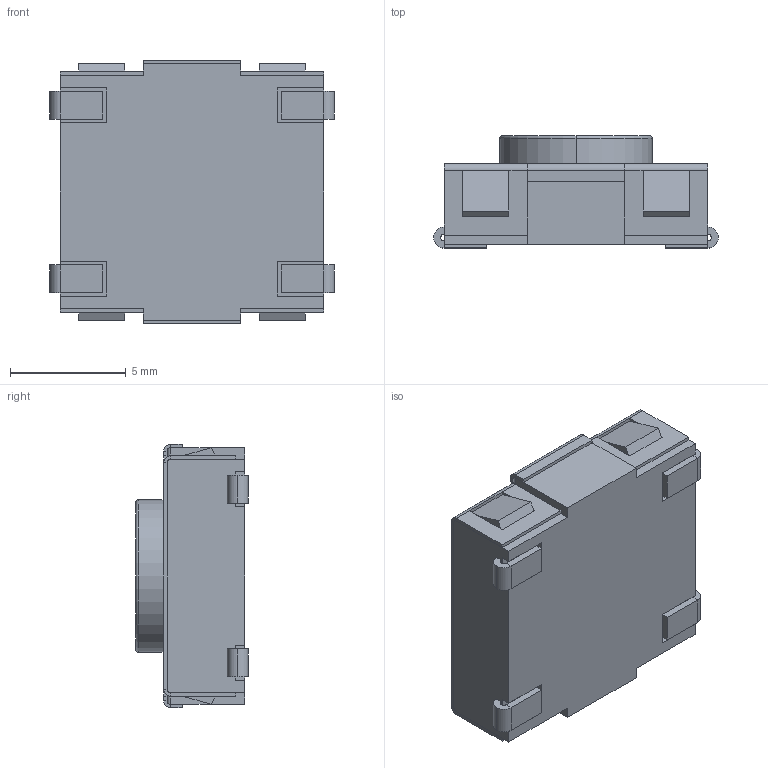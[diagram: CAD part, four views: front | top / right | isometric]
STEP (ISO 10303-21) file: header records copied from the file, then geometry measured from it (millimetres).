
FILE_DESCRIPTION (( 'STEP AP214' ), '1' );
FILE_NAME ('1241.1601.11.STEP', '2021-11-12T18:38:14', ( '' ), ( '' ), 'SwSTEP 2.0', 'SolidWorks 2018', '' );
FILE_SCHEMA (( 'AUTOMOTIVE_DESIGN' ));
Length unit declared in the file: millimetre
Products named in the file (1): 1241.1601.11
Bounding box: 12.3 x 4.85 x 11.4 mm (x, y, z)
Volume: 466.4 mm3; surface area: 720.8 mm2
Topology: 6 solids, 6 shells, 208 faces, 508 edges, 306 vertices
Faces by surface type: plane 162, cylinder 44, torus 2
Entity records: 6023 total; most frequent: CARTESIAN_POINT 1047, ORIENTED_EDGE 1016, DIRECTION 994, EDGE_CURVE 508, VECTOR 424, LINE 424, VERTEX_POINT 306, AXIS2_PLACEMENT_3D 285
